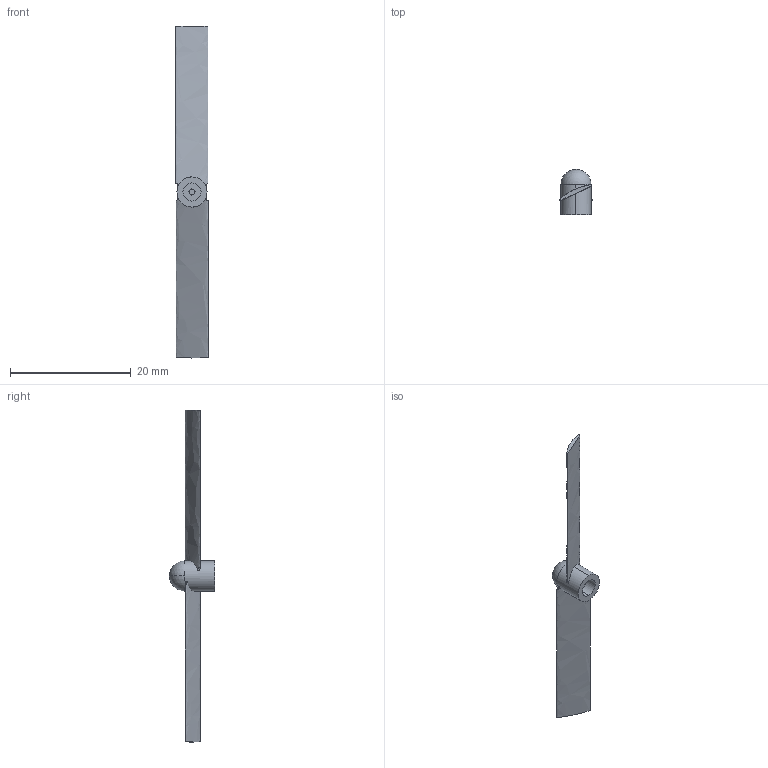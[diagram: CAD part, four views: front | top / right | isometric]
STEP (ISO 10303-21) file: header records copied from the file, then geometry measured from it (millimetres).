
FILE_DESCRIPTION (( 'STEP AP203' ), '1' );
FILE_NAME ('55mm_paddle_counter_clock - 2_默认_sldprt.STEP', '2022-04-23T07:26:45', ( '' ), ( '' ), 'SwSTEP 2.0', 'SolidWorks 2021', '' );
FILE_SCHEMA (( 'CONFIG_CONTROL_DESIGN' ));
Length unit declared in the file: millimetre
Products named in the file (1): 55mm_paddle_counter_clock - 2_默认_sldprt
Bounding box: 5.33 x 7.5 x 55 mm (x, y, z)
Volume: 266.2 mm3; surface area: 773.9 mm2
Topology: 1 solids, 1 shells, 24 faces, 80 edges, 48 vertices
Faces by surface type: cylinder 13, bspline 4, sphere 4, plane 3
Entity records: 1304 total; most frequent: CARTESIAN_POINT 699, ORIENTED_EDGE 116, DIRECTION 97, EDGE_CURVE 58, AXIS2_PLACEMENT_3D 40, VERTEX_POINT 38, EDGE_LOOP 26, FACE_OUTER_BOUND 24
